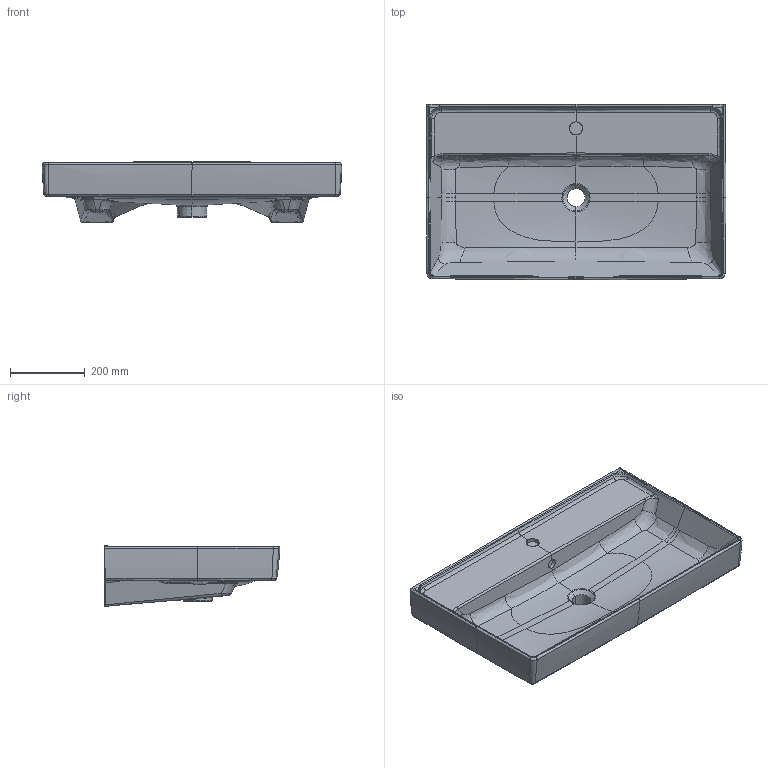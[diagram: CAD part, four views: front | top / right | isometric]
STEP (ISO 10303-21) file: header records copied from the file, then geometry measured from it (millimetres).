
FILE_DESCRIPTION(/* description */ (''),/* implementation_level */ '2;1');
FILE_NAME(/* name */ '4A3380_Tibet_SWT_80.stp',/* time_stamp */ '2018-11-22T10:07:21+01:00',/* author */ (''),/* organization */ (''),/* preprocessor_version */ 'ST-DEVELOPER v16',/* originating_system */ 'SIEMENS PLM Software NX 10.0',/* authorisation */ '');
FILE_SCHEMA (('AUTOMOTIVE_DESIGN { 1 0 10303 214 3 1 1 1 }'));
Products named in the file (1): Sier23D0F3E7l4f7
Bounding box: 799.84 x 469.68 x 161.71 mm (x, y, z)
Volume: 18558445.3 mm3; surface area: 1148377.7 mm2
Topology: 1 solids, 1 shells, 389 faces, 950 edges, 544 vertices
Faces by surface type: bspline 312, plane 27, cylinder 17, cone 12, torus 8, extrusion 5, sphere 4, revolution 4
Entity records: 38695 total; most frequent: CARTESIAN_POINT 32399, ORIENTED_EDGE 1866, EDGE_CURVE 933, B_SPLINE_CURVE_WITH_KNOTS 590, VERTEX_POINT 544, DIRECTION 506, ADVANCED_FACE 389, FACE_OUTER_BOUND 389
